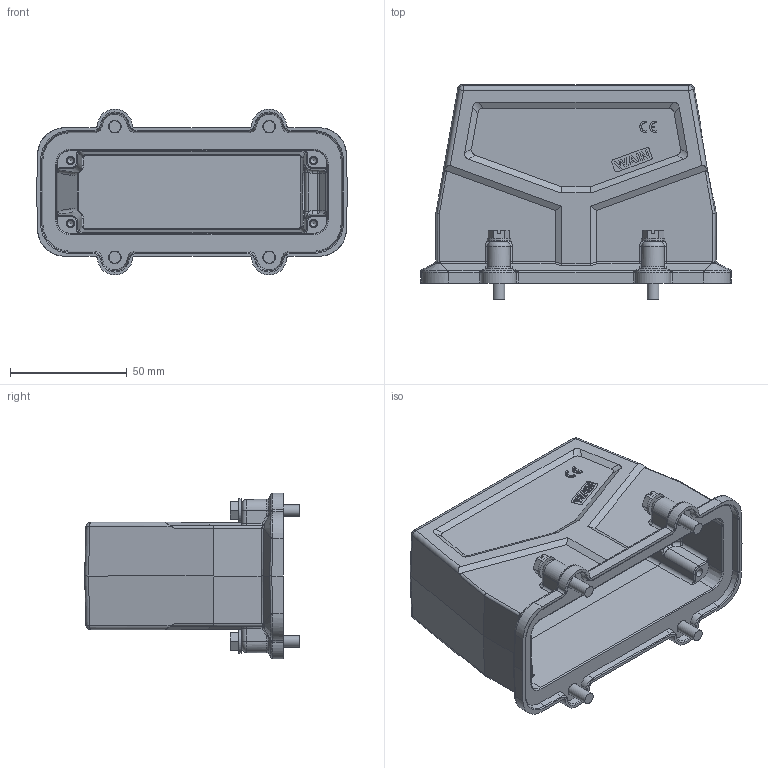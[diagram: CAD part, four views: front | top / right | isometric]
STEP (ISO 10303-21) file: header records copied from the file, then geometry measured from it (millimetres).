
FILE_DESCRIPTION(/* description */ (''),/* implementation_level */ '2;1');
FILE_NAME(/* name */ '3D_1112244301006_EMC.W24B-TEH-4S-PG21_V1.0_stp.stp',/* time_stamp */ '2024-03-20T18:53:02+08:00',/* author */ (''),/* organization */ (''),/* preprocessor_version */ 'ST-DEVELOPER v18.1',/* originating_system */ 'SIEMENS PLM Software NX 1980',/* authorisation */ '');
FILE_SCHEMA (('AUTOMOTIVE_DESIGN { 1 0 10303 214 3 1 1 1 }'));
Length unit declared in the file: millimetre
Products named in the file (1): 3D_1112244301006_EMC.W24B-TEH-4S-PG21_V1.0_stp
Bounding box: 133 x 91.9 x 71 mm (x, y, z)
Volume: 148780.6 mm3; surface area: 65227.5 mm2
Topology: 1 solids, 1 shells, 681 faces, 1698 edges, 1035 vertices
Faces by surface type: plane 278, cylinder 223, torus 82, cone 37, bspline 31, sphere 24, revolution 6
Full cylindrical faces by diameter (mm): 5 x8, 5.4 x4, 10 x4, 30.4 x1
Entity records: 22257 total; most frequent: CARTESIAN_POINT 7551, ORIENTED_EDGE 3244, DIRECTION 2616, EDGE_CURVE 1622, VERTEX_POINT 1024, AXIS2_PLACEMENT_3D 928, EDGE_LOOP 760, LINE 754
